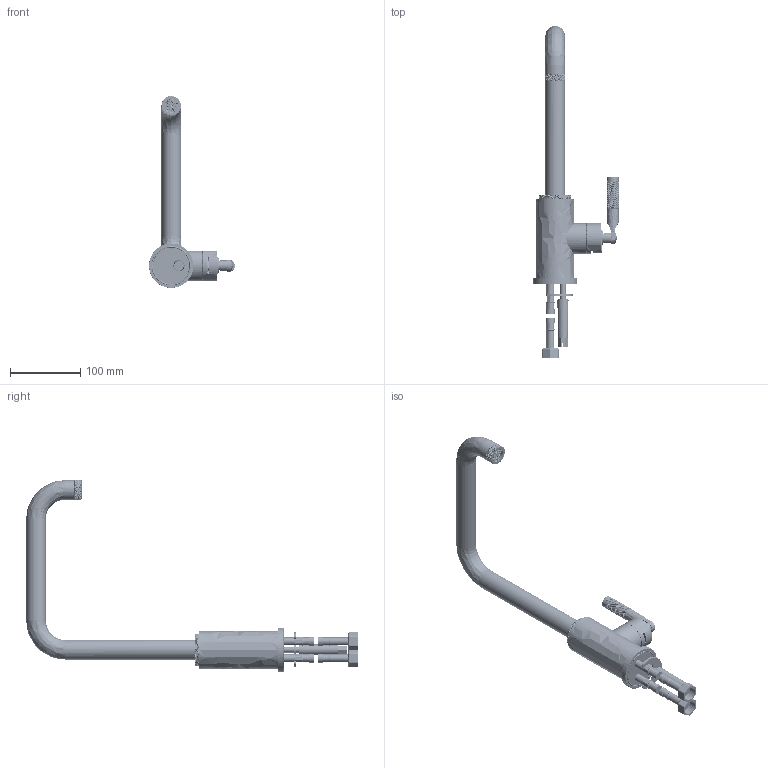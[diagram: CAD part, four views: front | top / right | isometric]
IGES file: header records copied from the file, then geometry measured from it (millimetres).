
Global section: file name: V7K32LK; native system: Autodesk Inventor 2020; preprocessor: unknown; author: rclarke; date: 20220512.103105; units: millimetre
Bounding box: 122.39 x 473.28 x 273.6 mm (x, y, z)
Volume: 467241.3 mm3; surface area: 228542.2 mm2
Topology: 45 solids, 45 shells, 15158 faces, 33166 edges, 18214 vertices
Faces by surface type: bspline 15158
